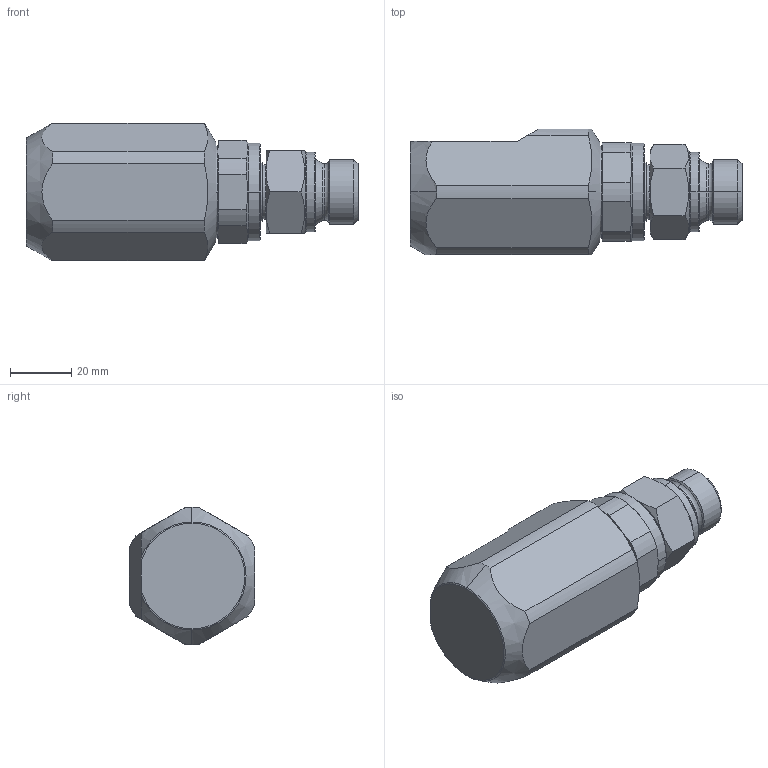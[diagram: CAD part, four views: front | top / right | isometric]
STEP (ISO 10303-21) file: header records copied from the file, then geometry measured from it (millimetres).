
FILE_DESCRIPTION (( 'STEP AP214' ), '1' );
FILE_NAME ('5KRAW21IW2190.STEP', '2015-09-04T13:20:46', ( 'admin' ), ( 'Microsoft' ), 'SwSTEP 2.0', 'SolidWorks 2009', '' );
FILE_SCHEMA (( 'AUTOMOTIVE_DESIGN' ));
Length unit declared in the file: millimetre
Products named in the file (1): 5KRAW21IW2190
Bounding box: 108.35 x 41 x 45 mm (x, y, z)
Volume: 93875.1 mm3; surface area: 20282.4 mm2
Topology: 1 solids, 1 shells, 160 faces, 380 edges, 233 vertices
Faces by surface type: cone 58, cylinder 46, plane 41, torus 15
Entity records: 5255 total; most frequent: CARTESIAN_POINT 1570, DIRECTION 786, ORIENTED_EDGE 756, EDGE_CURVE 378, AXIS2_PLACEMENT_3D 327, VERTEX_POINT 233, EDGE_LOOP 175, CIRCLE 166
